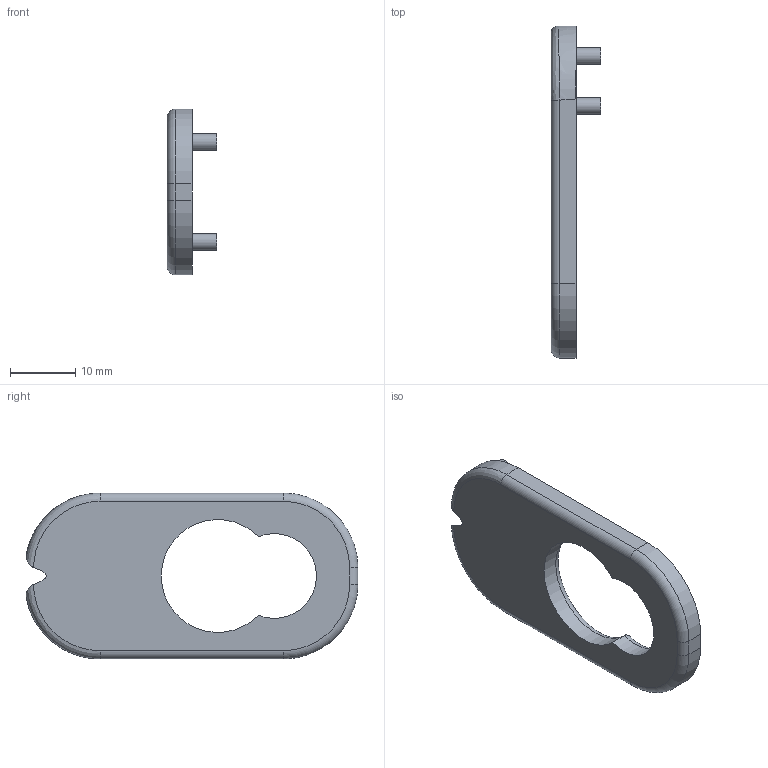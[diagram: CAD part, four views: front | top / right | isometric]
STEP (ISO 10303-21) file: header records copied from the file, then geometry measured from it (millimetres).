
FILE_DESCRIPTION(/* description */ ('Alibre Inc.'),/* implementation_level */ '2;1');
FILE_NAME(/* name */ 'export0',/* time_stamp */ '2013-09-08T12:21:26-04:00',/* author */ (''),/* organization */ (''),/* preprocessor_version */ 'ST-DEVELOPER v14',/* originating_system */ 'Alibre',/* authorisation */ '');
FILE_SCHEMA (('CONFIG_CONTROL_DESIGN'));
Length unit declared in the file: centimetre
Products named in the file (1): ID_1
Bounding box: 7.62 x 50.8 x 25.4 mm (x, y, z)
Volume: 3129.9 mm3; surface area: 2560.2 mm2
Topology: 1 solids, 1 shells, 34 faces, 76 edges, 48 vertices
Faces by surface type: cylinder 13, plane 12, torus 5, bspline 4
Full cylindrical faces by diameter (mm): 2.54 x4
Entity records: 1800 total; most frequent: CARTESIAN_POINT 1004, ORIENTED_EDGE 144, DIRECTION 127, EDGE_CURVE 72, AXIS2_PLACEMENT_3D 60, VERTEX_POINT 48, EDGE_LOOP 44, FACE_BOUND 44
